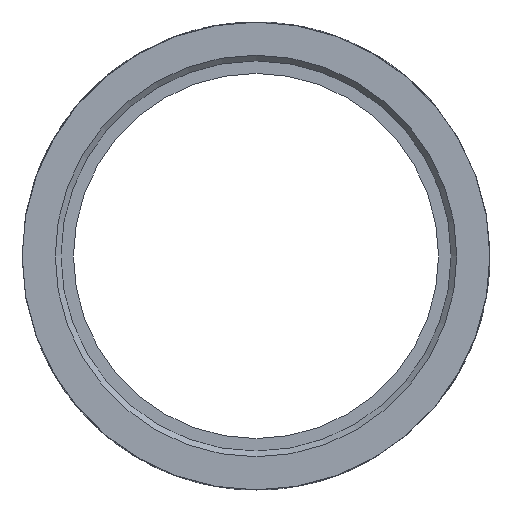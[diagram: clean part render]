
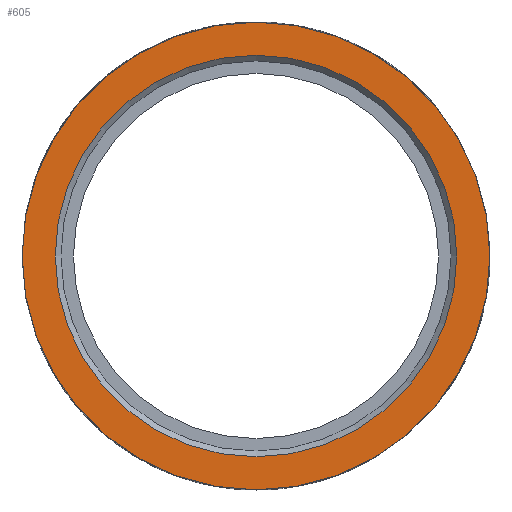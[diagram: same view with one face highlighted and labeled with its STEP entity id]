
A CAD part, left-side view. The second image highlights one B-rep face of the part: STEP entity #605.
In plain terms, the highlighted planar face has unit normal (-1, 0, 0).
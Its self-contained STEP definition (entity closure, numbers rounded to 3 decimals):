
#600=PLANE('',#3166);
#605=ADVANCED_FACE('',(#810,#811),#600,.F.);
#810=FACE_BOUND('',#990,.T.);
#811=FACE_BOUND('',#991,.T.);
#990=EDGE_LOOP('',(#1222));
#991=EDGE_LOOP('',(#1223));
#1222=ORIENTED_EDGE('',*,*,#2636,.T.);
#1223=ORIENTED_EDGE('',*,*,#2634,.T.);
#2162=VERTEX_POINT('',#3679);
#2164=VERTEX_POINT('',#3684);
#2634=EDGE_CURVE('',#2162,#2162,#3106,.T.);
#2636=EDGE_CURVE('',#2164,#2164,#3108,.T.);
#3106=CIRCLE('',#3162,20.5);
#3108=CIRCLE('',#3165,17.6);
#3162=AXIS2_PLACEMENT_3D('',#3678,#3335,#3336);
#3165=AXIS2_PLACEMENT_3D('',#3683,#3341,#3342);
#3166=AXIS2_PLACEMENT_3D('',#3685,#3343,#3344);
#3335=DIRECTION('',(-1.,0.,0.));
#3336=DIRECTION('',(0.,0.,1.));
#3341=DIRECTION('',(1.,0.,0.));
#3342=DIRECTION('',(0.,0.,-1.));
#3343=DIRECTION('',(1.,0.,0.));
#3344=DIRECTION('',(0.,0.,-1.));
#3678=CARTESIAN_POINT('',(-22.52,0.,0.));
#3679=CARTESIAN_POINT('',(-22.52,0.,20.5));
#3683=CARTESIAN_POINT('',(-22.52,0.,0.));
#3684=CARTESIAN_POINT('',(-22.52,0.,-17.6));
#3685=CARTESIAN_POINT('',(-22.52,20.5,0.));
